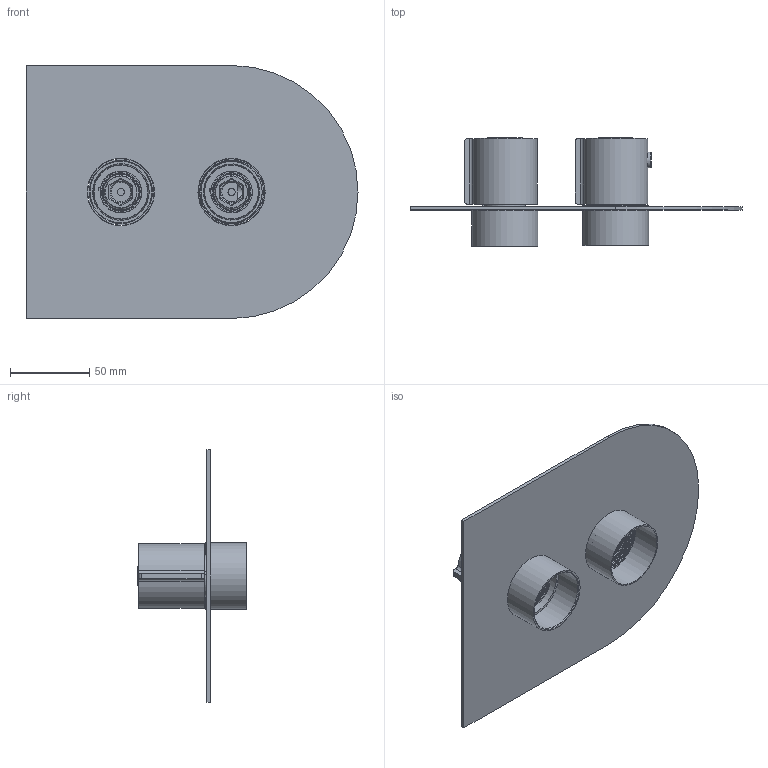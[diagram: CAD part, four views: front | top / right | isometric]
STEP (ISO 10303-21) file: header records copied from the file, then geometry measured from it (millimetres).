
FILE_DESCRIPTION (( 'STEP AP203' ), '1' );
FILE_NAME ('26DP02529.STEP', '2021-04-14T07:35:20', ( '' ), ( '' ), 'SwSTEP 2.0', 'SolidWorks 2018', '' );
FILE_SCHEMA (( 'CONFIG_CONTROL_DESIGN' ));
Length unit declared in the file: millimetre
Products named in the file (1): 26DP02529
Bounding box: 210 x 68.7 x 160 mm (x, y, z)
Volume: 122794.7 mm3; surface area: 114598.7 mm2
Topology: 10 solids, 10 shells, 792 faces, 2180 edges, 1431 vertices
Faces by surface type: plane 416, cylinder 304, bspline 27, cone 24, torus 11, sphere 10
Full cylindrical faces by diameter (mm): 3.1 x2, 3.3 x1, 4.15 x1, 4.5 x2, 4.65 x1, 9.8 x1, 10.1 x1, 12.45 x1, 22.4 x2, 24.4 x2, 25.6 x2, 28.6 x2, 31 x2, 31.6 x2, 34 x2, 35.5 x1, 35.8 x1, 39 x1, 40.5 x2, 42 x2, 42.5 x2
Entity records: 27499 total; most frequent: CARTESIAN_POINT 7312, DIRECTION 4213, ORIENTED_EDGE 4184, EDGE_CURVE 2092, AXIS2_PLACEMENT_3D 1443, VERTEX_POINT 1407, VECTOR 1327, LINE 1327
